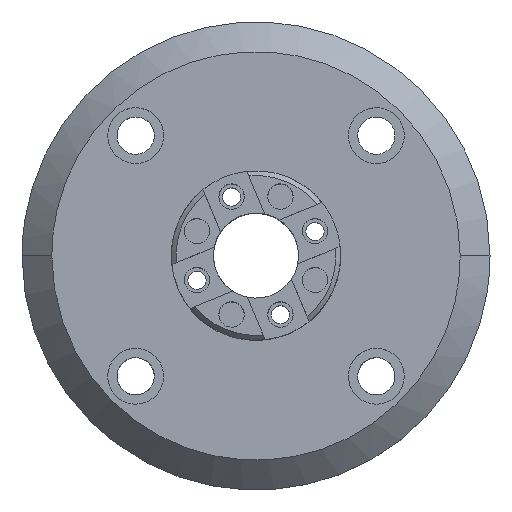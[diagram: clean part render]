
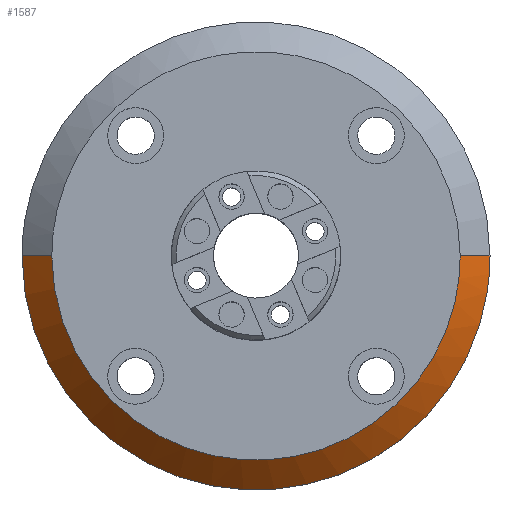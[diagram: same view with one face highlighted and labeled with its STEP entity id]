
A CAD part, top view. The second image highlights one B-rep face of the part: STEP entity #1587.
In plain terms, the highlighted conical face has half-angle 45 degrees and reference radius 31.115 mm.
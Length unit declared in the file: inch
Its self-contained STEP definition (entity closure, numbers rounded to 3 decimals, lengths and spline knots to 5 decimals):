
#402=CONICAL_SURFACE('',#1662,1.225,0.785);
#436=B_SPLINE_CURVE_WITH_KNOTS('',1,(#2468,#2469),.UNSPECIFIED.,.F.,.U.,
(2,2),(0.,1.),.UNSPECIFIED.);
#437=B_SPLINE_CURVE_WITH_KNOTS('',1,(#2470,#2471),.UNSPECIFIED.,.F.,.U.,
(2,2),(-1.,0.),.UNSPECIFIED.);
#554=VERTEX_POINT('',#2434);
#555=VERTEX_POINT('',#2435);
#556=VERTEX_POINT('',#2456);
#557=VERTEX_POINT('',#2457);
#687=(
BOUNDED_CURVE()
B_SPLINE_CURVE(2,(#2441,#2442,#2443,#2444,#2445),.UNSPECIFIED.,.F.,.U.)
B_SPLINE_CURVE_WITH_KNOTS((3,2,3),(0.,1.5708,3.14159),
 .UNSPECIFIED.)
CURVE()
GEOMETRIC_REPRESENTATION_ITEM()
RATIONAL_B_SPLINE_CURVE((1.,0.707,1.,0.707,1.))
REPRESENTATION_ITEM('')
);
#688=(
BOUNDED_CURVE()
B_SPLINE_CURVE(2,(#2447,#2448,#2449,#2450,#2451,#2452,#2453,#2454,#2455),
 .UNSPECIFIED.,.T.,.U.)
B_SPLINE_CURVE_WITH_KNOTS((3,2,2,2,3),(-6.28319,-4.71239,
-3.14159,-1.5708,0.),.UNSPECIFIED.)
CURVE()
GEOMETRIC_REPRESENTATION_ITEM()
RATIONAL_B_SPLINE_CURVE((1.,0.707,1.,0.707,1.,0.707,
1.,0.707,1.))
REPRESENTATION_ITEM('')
);
#785=EDGE_CURVE('',#555,#554,#687,.T.);
#786=EDGE_CURVE('',#556,#557,#688,.T.);
#788=EDGE_CURVE('',#557,#554,#436,.T.);
#789=EDGE_CURVE('',#555,#556,#437,.T.);
#1064=ORIENTED_EDGE('',*,*,#789,.F.);
#1065=ORIENTED_EDGE('',*,*,#785,.T.);
#1066=ORIENTED_EDGE('',*,*,#788,.F.);
#1067=ORIENTED_EDGE('',*,*,#786,.F.);
#1313=EDGE_LOOP('',(#1064,#1065,#1066,#1067));
#1461=FACE_BOUND('',#1313,.T.);
#1587=ADVANCED_FACE('',(#1461),#402,.T.);
#1662=AXIS2_PLACEMENT_3D('',#2472,#1783,#1784);
#1783=DIRECTION('',(0.,0.,-1.));
#1784=DIRECTION('',(0.,1.225,0.));
#2434=CARTESIAN_POINT('',(1.375,0.,0.2));
#2435=CARTESIAN_POINT('',(-1.375,0.,0.2));
#2441=CARTESIAN_POINT('',(-1.375,0.,0.2));
#2442=CARTESIAN_POINT('',(-1.375,-1.375,0.2));
#2443=CARTESIAN_POINT('',(0.,-1.375,0.2));
#2444=CARTESIAN_POINT('',(1.375,-1.375,0.2));
#2445=CARTESIAN_POINT('',(1.375,0.,0.2));
#2447=CARTESIAN_POINT('',(-1.2,0.,0.375));
#2448=CARTESIAN_POINT('',(-1.2,-1.2,0.375));
#2449=CARTESIAN_POINT('',(0.,-1.2,0.375));
#2450=CARTESIAN_POINT('',(1.2,-1.2,0.375));
#2451=CARTESIAN_POINT('',(1.2,0.,0.375));
#2452=CARTESIAN_POINT('',(1.2,1.2,0.375));
#2453=CARTESIAN_POINT('',(0.,1.2,0.375));
#2454=CARTESIAN_POINT('',(-1.2,1.2,0.375));
#2455=CARTESIAN_POINT('',(-1.2,0.,0.375));
#2456=CARTESIAN_POINT('',(-1.2,0.,0.375));
#2457=CARTESIAN_POINT('',(1.2,0.,0.375));
#2468=CARTESIAN_POINT('',(1.2,0.,0.375));
#2469=CARTESIAN_POINT('',(1.375,0.,0.2));
#2470=CARTESIAN_POINT('',(-1.375,0.,0.2));
#2471=CARTESIAN_POINT('',(-1.2,0.,0.375));
#2472=CARTESIAN_POINT('',(0.,0.,0.35));
